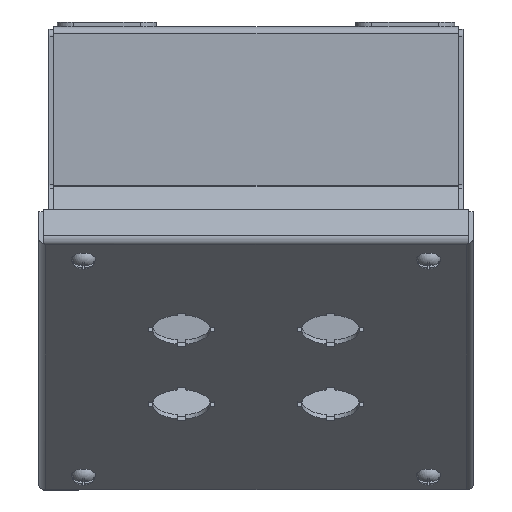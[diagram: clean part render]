
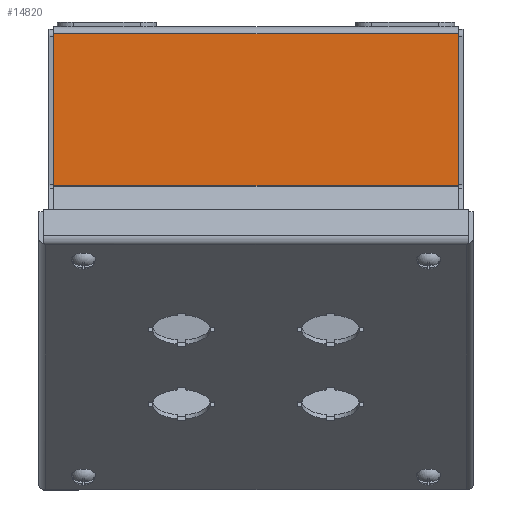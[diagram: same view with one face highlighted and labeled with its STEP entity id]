
A CAD part, top view. The second image highlights one B-rep face of the part: STEP entity #14820.
In plain terms, the highlighted planar face has unit normal (0, 0, 1).
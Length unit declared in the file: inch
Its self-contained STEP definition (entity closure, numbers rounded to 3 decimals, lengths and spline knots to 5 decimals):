
#326 = VERTEX_POINT ( 'NONE', #21715 ) ;
#1099 = DIRECTION ( 'NONE',  ( 0., 1., 0. ) ) ;
#2021 = VERTEX_POINT ( 'NONE', #12975 ) ;
#2119 = DIRECTION ( 'NONE',  ( 0., 1., 0. ) ) ;
#2476 = FACE_OUTER_BOUND ( 'NONE', #9534, .T. ) ;
#3407 = EDGE_CURVE ( 'NONE', #326, #2021, #17498, .T. ) ;
#4227 = EDGE_CURVE ( 'NONE', #326, #18261, #13635, .T. ) ;
#4440 = VECTOR ( 'NONE', #2119, 39.37008 ) ;
#5362 = ORIENTED_EDGE ( 'NONE', *, *, #8837, .F. ) ;
#5765 = CARTESIAN_POINT ( 'NONE',  ( -3.053, 0.1944, 3.38455 ) ) ;
#6739 = ORIENTED_EDGE ( 'NONE', *, *, #4227, .F. ) ;
#7745 = PLANE ( 'NONE',  #15996 ) ;
#8060 = LINE ( 'NONE', #11772, #10460 ) ;
#8837 = EDGE_CURVE ( 'NONE', #17201, #2021, #8060, .T. ) ;
#9251 = ORIENTED_EDGE ( 'NONE', *, *, #11185, .F. ) ;
#9534 = EDGE_LOOP ( 'NONE', ( #5362, #9251, #6739, #17724 ) ) ;
#9787 = CARTESIAN_POINT ( 'NONE',  ( -3.053, -3.72218, 3.38455 ) ) ;
#9858 = CARTESIAN_POINT ( 'NONE',  ( 3.053, -4.01215, 3.38455 ) ) ;
#10460 = VECTOR ( 'NONE', #20755, 39.37008 ) ;
#11097 = DIRECTION ( 'NONE',  ( 0., 1., 0. ) ) ;
#11185 = EDGE_CURVE ( 'NONE', #18261, #17201, #16954, .T. ) ;
#11772 = CARTESIAN_POINT ( 'NONE',  ( -3.053, 2.48275, 3.38455 ) ) ;
#12467 = VECTOR ( 'NONE', #19134, 39.37008 ) ;
#12975 = CARTESIAN_POINT ( 'NONE',  ( 3.053, 2.48275, 3.38455 ) ) ;
#13635 = LINE ( 'NONE', #20955, #12467 ) ;
#14820 = ADVANCED_FACE ( 'NONE', ( #2476 ), #7745, .F. ) ;
#15936 = VECTOR ( 'NONE', #1099, 39.37008 ) ;
#15996 = AXIS2_PLACEMENT_3D ( 'NONE', #18518, #20453, #11097 ) ;
#16954 = LINE ( 'NONE', #9787, #4440 ) ;
#17201 = VERTEX_POINT ( 'NONE', #22850 ) ;
#17498 = LINE ( 'NONE', #9858, #15936 ) ;
#17724 = ORIENTED_EDGE ( 'NONE', *, *, #3407, .T. ) ;
#18261 = VERTEX_POINT ( 'NONE', #5765 ) ;
#18518 = CARTESIAN_POINT ( 'NONE',  ( -3.053, 2.59075, 3.38455 ) ) ;
#19134 = DIRECTION ( 'NONE',  ( -1., 0., 0. ) ) ;
#20453 = DIRECTION ( 'NONE',  ( 0., 0., -1. ) ) ;
#20755 = DIRECTION ( 'NONE',  ( 1., 0., 0. ) ) ;
#20955 = CARTESIAN_POINT ( 'NONE',  ( -3.053, 0.1944, 3.38455 ) ) ;
#21715 = CARTESIAN_POINT ( 'NONE',  ( 3.053, 0.1944, 3.38455 ) ) ;
#22850 = CARTESIAN_POINT ( 'NONE',  ( -3.053, 2.48275, 3.38455 ) ) ;
